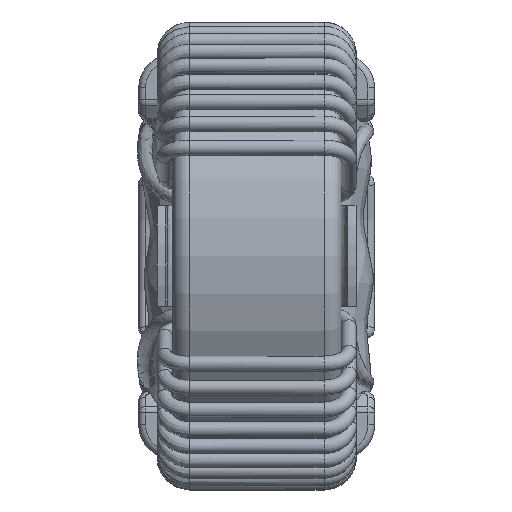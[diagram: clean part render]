
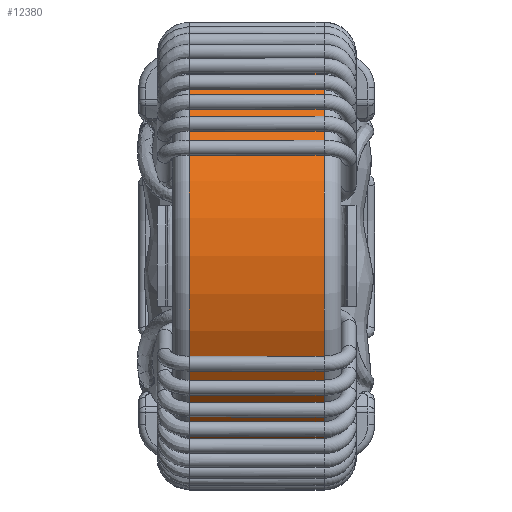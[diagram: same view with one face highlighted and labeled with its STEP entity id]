
A CAD part, top view. The second image highlights one B-rep face of the part: STEP entity #12380.
In plain terms, the highlighted cylindrical face has radius 6.5 mm (diameter 13 mm), a full revolution.
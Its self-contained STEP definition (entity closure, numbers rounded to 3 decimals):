
#936=CYLINDRICAL_SURFACE('',#13340,6.5);
#3151=ORIENTED_EDGE('',*,*,#4332,.T.);
#3152=ORIENTED_EDGE('',*,*,#4331,.F.);
#4331=EDGE_CURVE('',#5102,#5102,#5626,.T.);
#4332=EDGE_CURVE('',#5103,#5103,#5627,.T.);
#5102=VERTEX_POINT('',#26735);
#5103=VERTEX_POINT('',#26738);
#5626=CIRCLE('',#13328,6.5);
#5627=CIRCLE('',#13330,6.5);
#6420=EDGE_LOOP('',(#3151));
#6421=EDGE_LOOP('',(#3152));
#7392=FACE_BOUND('',#6420,.T.);
#7393=FACE_BOUND('',#6421,.T.);
#12380=ADVANCED_FACE('',(#7392,#7393),#936,.T.);
#13328=AXIS2_PLACEMENT_3D('',#26734,#15397,#15398);
#13330=AXIS2_PLACEMENT_3D('',#26737,#15401,#15402);
#13340=AXIS2_PLACEMENT_3D('',#26753,#15421,#15422);
#15397=DIRECTION('',(0.,1.,0.));
#15398=DIRECTION('',(0.,0.,1.));
#15401=DIRECTION('',(0.,1.,0.));
#15402=DIRECTION('',(0.,0.,1.));
#15421=DIRECTION('',(0.,1.,0.));
#15422=DIRECTION('',(0.,0.,1.));
#26734=CARTESIAN_POINT('',(0.,2.,9.52));
#26735=CARTESIAN_POINT('',(0.,2.,16.02));
#26737=CARTESIAN_POINT('',(0.,-2.,9.52));
#26738=CARTESIAN_POINT('',(0.,-2.,16.02));
#26753=CARTESIAN_POINT('',(0.,-2.5,9.52));
